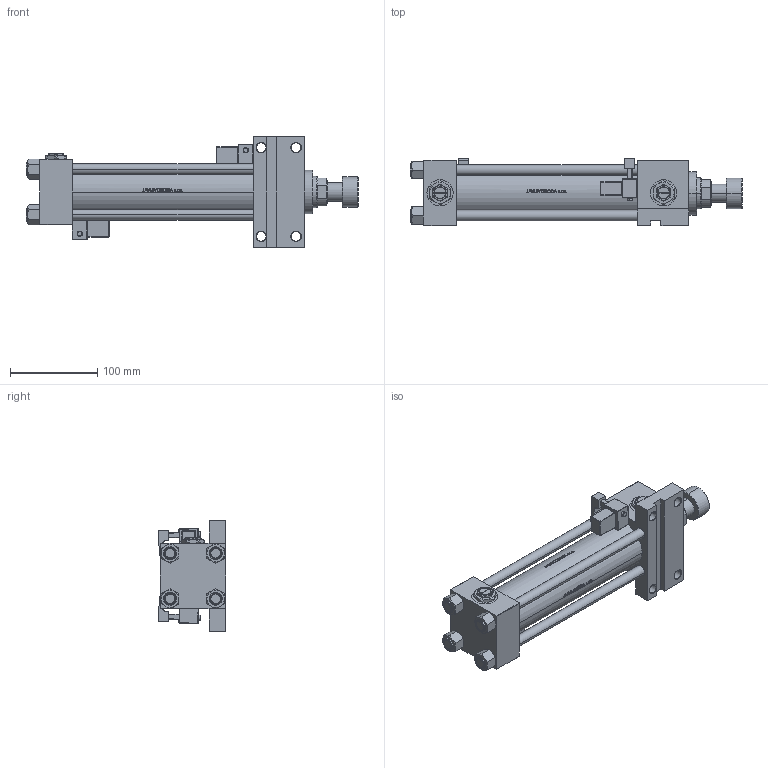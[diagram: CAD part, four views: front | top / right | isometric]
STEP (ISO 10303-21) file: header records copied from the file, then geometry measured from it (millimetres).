
FILE_DESCRIPTION (( 'STEP AP203' ), '1' );
FILE_NAME ('e7ea.STEP', '2024-01-25T09:50:16', ( '' ), ( '' ), 'SwSTEP 2.0', 'SolidWorks 2019', '' );
FILE_SCHEMA (( 'CONFIG_CONTROL_DESIGN' ));
Length unit declared in the file: millimetre
Products named in the file (9): e7ea; Zatka_pro_OIL_PORT a6263923811bc821b00c3bb63c6431a4; V215CR_F_Body a6263923811bc821b00c3bb63c6431a4; V215CR_MSU a6263923811bc821b00c3bb63c6431a4; V215CR_VCP_F a6263923811bc821b00c3bb63c6431a4; V215_VC_A a6263923811bc821b00c3bb63c6431a4; V215CR_F_TYCINKA a6263923811bc821b00c3bb63c6431a4; V215CR_ROD_END_F a6263923811bc821b00c3bb63c6431a4; NUT_M5_F a6263923811bc821b00c3bb63c6431a4
Assembly tree (16 placements, depth 2):
  e7ea
    V215CR_F_Body a6263923811bc821b00c3bb63c6431a4
    V215CR_VCP_F a6263923811bc821b00c3bb63c6431a4
    V215CR_F_TYCINKA a6263923811bc821b00c3bb63c6431a4  x4
    NUT_M5_F a6263923811bc821b00c3bb63c6431a4  x4
    V215_VC_A a6263923811bc821b00c3bb63c6431a4
    V215CR_ROD_END_F a6263923811bc821b00c3bb63c6431a4
    V215CR_MSU a6263923811bc821b00c3bb63c6431a4  x2
    Zatka_pro_OIL_PORT a6263923811bc821b00c3bb63c6431a4  x2
Bounding box: 381 x 77.03 x 127 mm (x, y, z)
Volume: 1090163.1 mm3; surface area: 276344.4 mm2
Topology: 16 solids, 16 shells, 1370 faces, 3340 edges, 2109 vertices
Faces by surface type: plane 546, bspline 380, cylinder 200, cone 196, torus 24, sphere 24
Entity records: 52280 total; most frequent: CARTESIAN_POINT 26942, ORIENTED_EDGE 5598, DIRECTION 3818, EDGE_CURVE 2799, VERTEX_POINT 1811, VECTOR 1430, LINE 1430, EDGE_LOOP 1280
